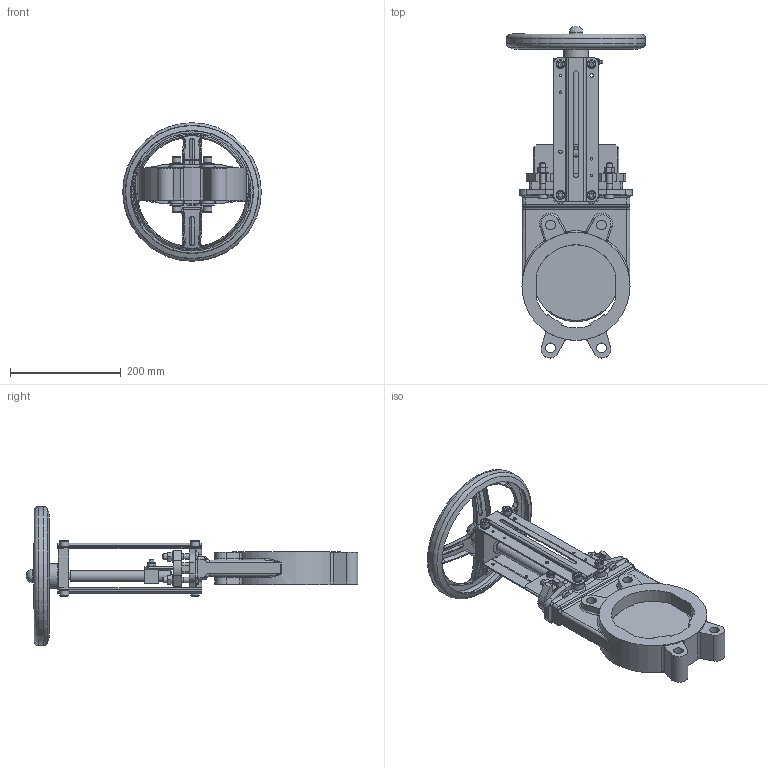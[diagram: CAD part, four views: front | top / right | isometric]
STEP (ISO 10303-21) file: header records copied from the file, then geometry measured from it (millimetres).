
FILE_DESCRIPTION(/* description */ ('178150'),/* implementation_level */ '2;1');
FILE_NAME(/* name */ '178150.stp',/* time_stamp */ '2019-02-18T11:37:45+01:00',/* author */ ('jmorand'),/* organization */ ('Sferaco'),/* preprocessor_version */ 'ST-DEVELOPER v17',/* originating_system */ 'Autodesk Inventor 2019',/* authorisation */ '');
FILE_SCHEMA (('AUTOMOTIVE_DESIGN { 1 0 10303 214 3 1 1 }'));
Length unit declared in the file: millimetre
Products named in the file (1): 178150
Bounding box: 250 x 599.16 x 250 mm (x, y, z)
Volume: 2406178.7 mm3; surface area: 547342.6 mm2
Topology: 32 solids, 33 shells, 1590 faces, 4257 edges, 2805 vertices
Faces by surface type: plane 716, cylinder 364, bspline 228, cone 222, torus 54, sphere 6
Full cylindrical faces by diameter (mm): 3.5 x2, 4.2 x6, 5 x2, 6 x7, 6.5 x1, 8 x4, 8.5 x24, 9 x4, 10 x20, 10.5 x12, 13 x4, 14 x2, 15.5 x1, 16 x7, 17.5 x6, 20 x6, 25 x1, 30 x1, 35 x1, 45 x1, 160 x1, 195 x1, 246 x1, 250 x1
Entity records: 57600 total; most frequent: CARTESIAN_POINT 18096, ORIENTED_EDGE 8456, DIRECTION 7324, EDGE_CURVE 4228, VERTEX_POINT 2805, AXIS2_PLACEMENT_3D 2705, LINE 1914, VECTOR 1914
